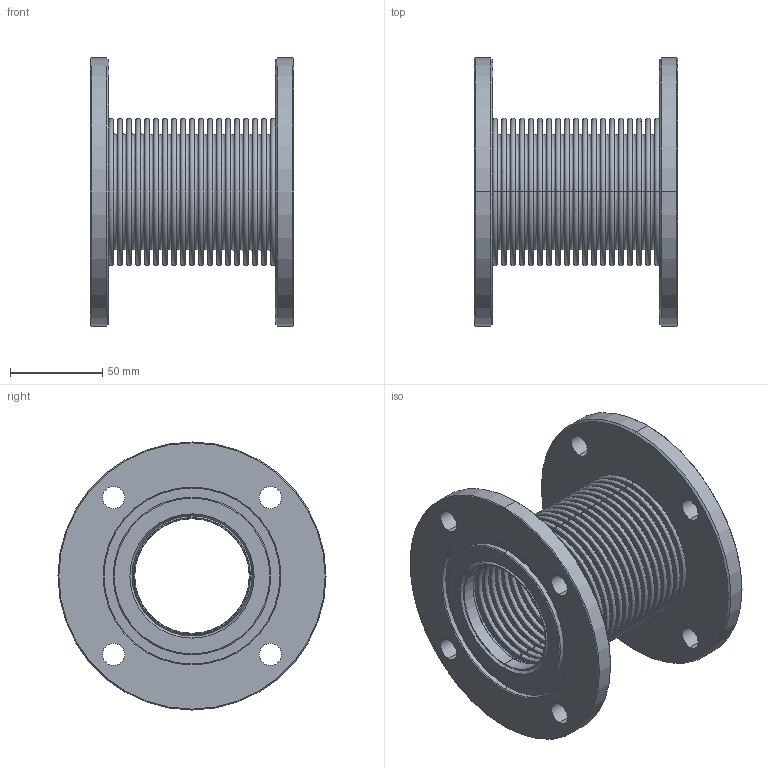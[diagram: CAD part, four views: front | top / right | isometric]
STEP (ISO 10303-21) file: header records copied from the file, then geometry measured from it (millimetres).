
FILE_DESCRIPTION( (''), '2;1');
FILE_NAME ('CAD716.5368.IF65_32647.stp','2016-11-16T14:51:01',(''),(''),'spGate 12.6.6','','');
FILE_SCHEMA (('AUTOMOTIVE_DESIGN'));
Length unit declared in the file: millimetre
Products named in the file (4): Assembly; IF65-1; IF65-2; IF65-3
Assembly tree (3 placements, depth 2):
  Assembly
    IF65-1
    IF65-2
    IF65-3
Bounding box: 110 x 145 x 145 mm (x, y, z)
Volume: 267600.2 mm3; surface area: 249383.9 mm2
Topology: 3 solids, 3 shells, 302 faces, 620 edges, 404 vertices
Faces by surface type: bspline 180, plane 86, cylinder 36
Entity records: 17248 total; most frequent: CARTESIAN_POINT 6138, ORIENTED_EDGE 1240, DIRECTION 1068, COLOUR_RGB 925, PRESENTATION_STYLE_ASSIGNMENT 925, STYLED_ITEM 925, EDGE_CURVE 620, DRAUGHTING_PRE_DEFINED_CURVE_FONT 620
